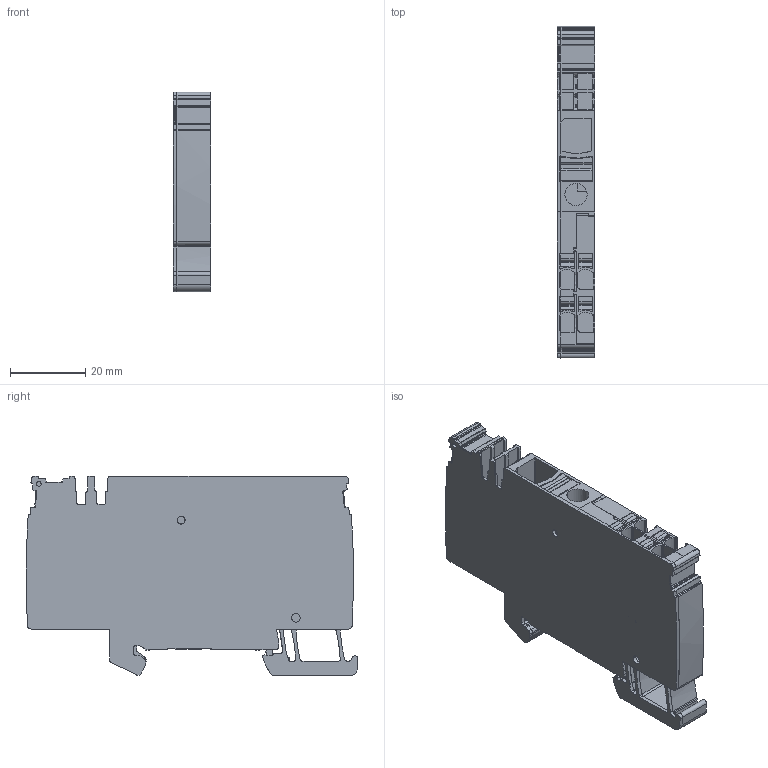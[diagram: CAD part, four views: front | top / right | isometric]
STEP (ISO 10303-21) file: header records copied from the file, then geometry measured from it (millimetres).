
FILE_DESCRIPTION(('CATIA V5 STEP Exchange','CAx-IF Rec.Pracs.--- Model Styling and Organization---1.5--- 2016-08-15','CAx-IF Rec.Pracs.---Supplemental Geometry---1.0---2011-11-01','CAx-IF Rec.Pracs.--- Composite Materials ---1.1---2010-07-15'),'2;1');
FILE_NAME ('429183-1_3', '2025-09-22T06:32:15+00:00', ('none'), ('Weidmueller'), 'CATIA Version 5-6 Release 2024 SP4', 'CATIA V5 STEP AP214 v3', 'none');
FILE_SCHEMA(('AUTOMOTIVE_DESIGN { 1 0 10303 214 1 1 1 1 }'));
Length unit declared in the file: millimetre
Products named in the file (1): 2464710000
Bounding box: 10 x 88.36 x 53.13 mm (x, y, z)
Volume: 35873.7 mm3; surface area: 26117.6 mm2
Topology: 9 solids, 9 shells, 1360 faces, 4108 edges, 2767 vertices
Faces by surface type: plane 716, cylinder 609, cone 14, extrusion 8, sphere 6, torus 5, bspline 2
Entity records: 47057 total; most frequent: CARTESIAN_POINT 11734, ORIENTED_EDGE 8200, DIRECTION 5961, EDGE_CURVE 4100, VECTOR 2785, LINE 2777, VERTEX_POINT 2767, AXIS2_PLACEMENT_3D 2042
